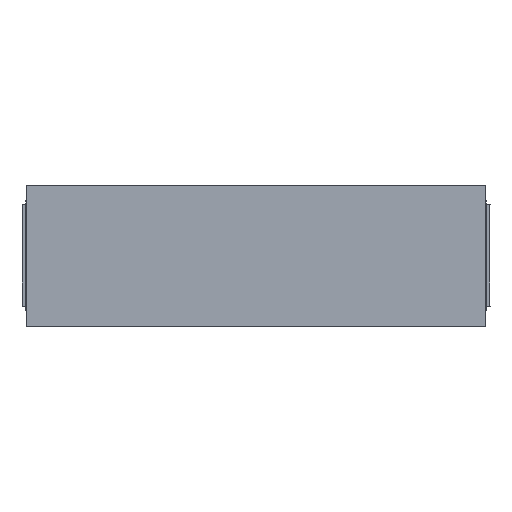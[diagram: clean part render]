
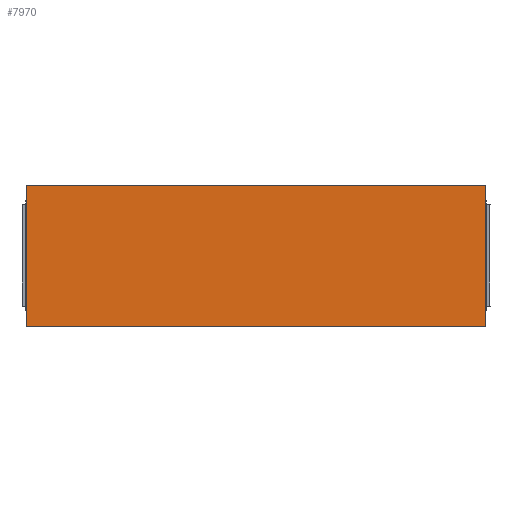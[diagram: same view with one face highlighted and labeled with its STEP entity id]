
A CAD part, top view. The second image highlights one B-rep face of the part: STEP entity #7970.
In plain terms, the highlighted planar face has unit normal (0, 0, 1).
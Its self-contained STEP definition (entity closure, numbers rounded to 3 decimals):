
#345 = CARTESIAN_POINT ( 'NONE',  ( 900., 1.737, 305. ) ) ;
#610 = CARTESIAN_POINT ( 'NONE',  ( -900., 0., 305. ) ) ;
#1189 = CARTESIAN_POINT ( 'NONE',  ( 900., 553.263, 305. ) ) ;
#1319 = EDGE_CURVE ( 'NONE', #8933, #13106, #10100, .T. ) ;
#1813 = EDGE_CURVE ( 'NONE', #3744, #6266, #20365, .T. ) ;
#2815 = CARTESIAN_POINT ( 'NONE',  ( 900., 553.263, 305. ) ) ;
#3136 = ORIENTED_EDGE ( 'NONE', *, *, #12432, .T. ) ;
#3744 = VERTEX_POINT ( 'NONE', #2815 ) ;
#4329 = VECTOR ( 'NONE', #11810, 1000. ) ;
#5375 = VECTOR ( 'NONE', #12643, 1000. ) ;
#6266 = VERTEX_POINT ( 'NONE', #9279 ) ;
#7494 = LINE ( 'NONE', #20891, #15510 ) ;
#7963 = DIRECTION ( 'NONE',  ( 0., 0., 1. ) ) ;
#7970 = ADVANCED_FACE ( 'NONE', ( #9895 ), #15807, .T. ) ;
#8084 = CARTESIAN_POINT ( 'NONE',  ( 900., 1.737, 305. ) ) ;
#8933 = VERTEX_POINT ( 'NONE', #8084 ) ;
#9279 = CARTESIAN_POINT ( 'NONE',  ( -900., 553.263, 305. ) ) ;
#9286 = DIRECTION ( 'NONE',  ( 0., 1., 0. ) ) ;
#9895 = FACE_OUTER_BOUND ( 'NONE', #14932, .T. ) ;
#10100 = LINE ( 'NONE', #345, #23007 ) ;
#11388 = CARTESIAN_POINT ( 'NONE',  ( -900., 1.737, 305. ) ) ;
#11810 = DIRECTION ( 'NONE',  ( 0., 1., 0. ) ) ;
#12432 = EDGE_CURVE ( 'NONE', #8933, #3744, #7494, .T. ) ;
#12643 = DIRECTION ( 'NONE',  ( -1., 0., 0. ) ) ;
#13106 = VERTEX_POINT ( 'NONE', #11388 ) ;
#14932 = EDGE_LOOP ( 'NONE', ( #18841, #21521, #3136, #20766 ) ) ;
#15510 = VECTOR ( 'NONE', #9286, 1000. ) ;
#15807 = PLANE ( 'NONE',  #18341 ) ;
#17744 = CARTESIAN_POINT ( 'NONE',  ( 900., 0., 305. ) ) ;
#18341 = AXIS2_PLACEMENT_3D ( 'NONE', #17744, #7963, #25194 ) ;
#18841 = ORIENTED_EDGE ( 'NONE', *, *, #22862, .F. ) ;
#20365 = LINE ( 'NONE', #1189, #5375 ) ;
#20766 = ORIENTED_EDGE ( 'NONE', *, *, #1813, .T. ) ;
#20891 = CARTESIAN_POINT ( 'NONE',  ( 900., 0., 305. ) ) ;
#21521 = ORIENTED_EDGE ( 'NONE', *, *, #1319, .F. ) ;
#21945 = DIRECTION ( 'NONE',  ( -1., 0., 0. ) ) ;
#22098 = LINE ( 'NONE', #610, #4329 ) ;
#22862 = EDGE_CURVE ( 'NONE', #13106, #6266, #22098, .T. ) ;
#23007 = VECTOR ( 'NONE', #21945, 1000. ) ;
#25194 = DIRECTION ( 'NONE',  ( 1., 0., 0. ) ) ;
